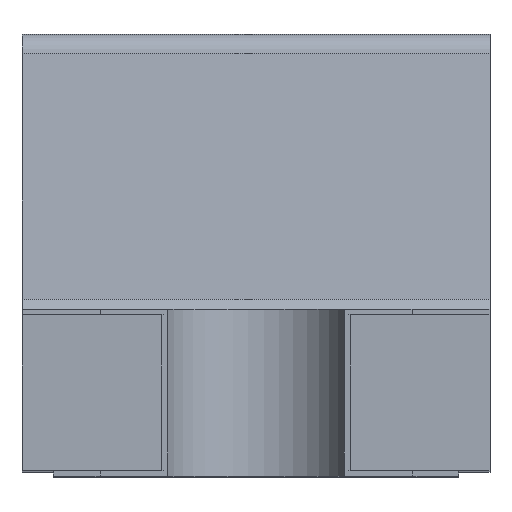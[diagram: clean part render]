
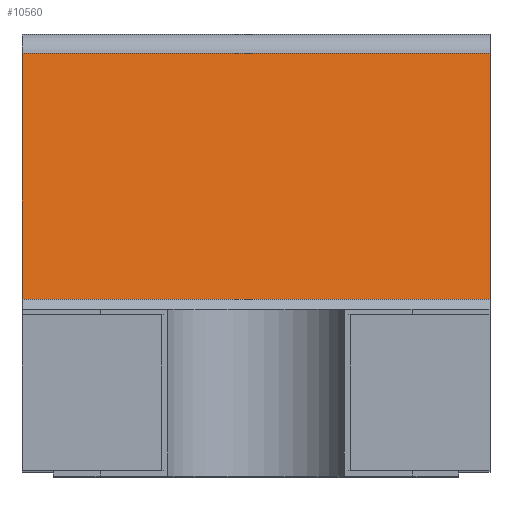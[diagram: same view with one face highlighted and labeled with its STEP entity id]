
A CAD part, top view. The second image highlights one B-rep face of the part: STEP entity #10560.
In plain terms, the highlighted planar face has unit normal (0, 0.117, 0.993).
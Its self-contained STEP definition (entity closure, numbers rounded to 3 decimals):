
#460=CARTESIAN_POINT('',(-0.75,1.088,0.907));
#470=VERTEX_POINT('',#460);
#500=CARTESIAN_POINT('',(-0.75,0.,1.035));
#510=DIRECTION('',(-0.,-0.993,0.117));
#520=VECTOR('',#510,1.);
#530=LINE('',#500,#520);
#540=CARTESIAN_POINT('',(-0.75,0.3,1.));
#550=VERTEX_POINT('',#540);
#560=EDGE_CURVE('',#470,#550,#530,.T.);
#3750=CARTESIAN_POINT('',(0.75,0.3,1.));
#3760=VERTEX_POINT('',#3750);
#3790=CARTESIAN_POINT('',(0.75,0.,1.035));
#3800=DIRECTION('',(0.,-0.993,0.117));
#3810=VECTOR('',#3800,1.);
#3820=LINE('',#3790,#3810);
#3830=CARTESIAN_POINT('',(0.75,1.088,0.907));
#3840=VERTEX_POINT('',#3830);
#3850=EDGE_CURVE('',#3840,#3760,#3820,.T.);
#4530=CARTESIAN_POINT('',(0.,0.3,1.));
#4540=DIRECTION('',(1.,0.,-0.));
#4550=VECTOR('',#4540,1.);
#4560=LINE('',#4530,#4550);
#4570=EDGE_CURVE('',#550,#3760,#4560,.T.);
#10400=CARTESIAN_POINT('',(0.788,0.279,1.003
));
#10410=DIRECTION('',(0.,0.117,0.993));
#10420=DIRECTION('',(0.,0.993,-0.117));
#10430=AXIS2_PLACEMENT_3D('',#10400,#10410,#10420);
#10440=PLANE('',#10430);
#10450=ORIENTED_EDGE('',*,*,#3850,.F.);
#10460=ORIENTED_EDGE('',*,*,#4570,.T.);
#10470=ORIENTED_EDGE('',*,*,#560,.T.);
#10480=CARTESIAN_POINT('',(0.,1.088,0.907));
#10490=DIRECTION('',(1.,-0.,-0.));
#10500=VECTOR('',#10490,1.);
#10510=LINE('',#10480,#10500);
#10520=EDGE_CURVE('',#470,#3840,#10510,.T.);
#10530=ORIENTED_EDGE('',*,*,#10520,.F.);
#10540=EDGE_LOOP('',(#10530,#10470,#10460,#10450));
#10550=FACE_OUTER_BOUND('',#10540,.T.);
#10560=ADVANCED_FACE('',(#10550),#10440,.T.);
